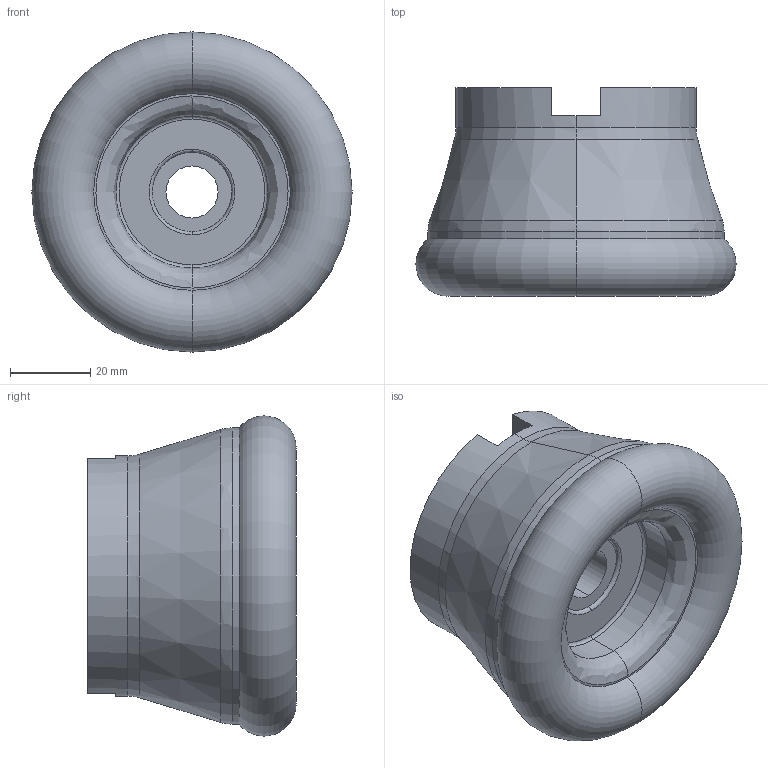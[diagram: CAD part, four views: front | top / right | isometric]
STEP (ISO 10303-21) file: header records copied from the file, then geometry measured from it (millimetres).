
FILE_DESCRIPTION (( 'STEP AP203' ), '1' );
FILE_NAME ('S808-80-52-06-16-.STEP', '2019-04-02T12:11:05', ( '' ), ( '' ), 'SwSTEP 2.0', 'SolidWorks 2018', '' );
FILE_SCHEMA (( 'CONFIG_CONTROL_DESIGN' ));
Length unit declared in the file: millimetre
Products named in the file (1): S808-80-52-06-16-
Bounding box: 79.99 x 52 x 79.99 mm (x, y, z)
Volume: 150051.9 mm3; surface area: 22578.3 mm2
Topology: 1 solids, 1 shells, 44 faces, 102 edges, 62 vertices
Faces by surface type: plane 14, bspline 12, cylinder 12, cone 4, torus 2
Entity records: 2247 total; most frequent: CARTESIAN_POINT 1181, DIRECTION 216, ORIENTED_EDGE 204, EDGE_CURVE 102, AXIS2_PLACEMENT_3D 89, VERTEX_POINT 62, CIRCLE 56, EDGE_LOOP 48
